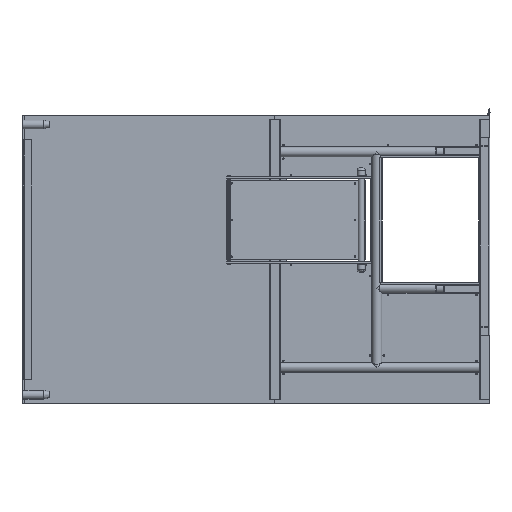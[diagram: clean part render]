
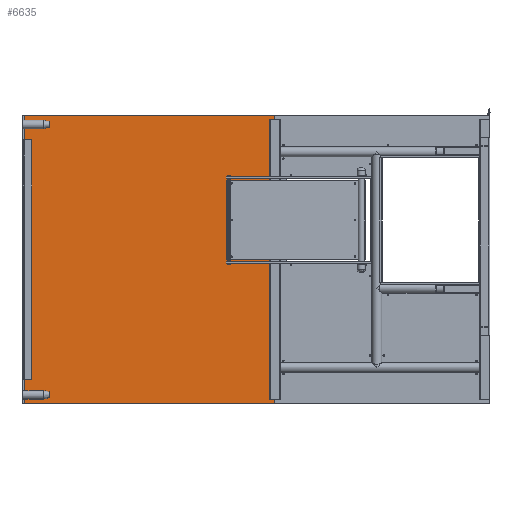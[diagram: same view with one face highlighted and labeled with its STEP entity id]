
A CAD part, left-side view. The second image highlights one B-rep face of the part: STEP entity #6635.
In plain terms, the highlighted face is planar.
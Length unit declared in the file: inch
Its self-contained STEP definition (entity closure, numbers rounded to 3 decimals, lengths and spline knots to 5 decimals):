
#1194=FACE_OUTER_BOUND('',#1752,.T.);
#1752=EDGE_LOOP('',(#5405,#5406,#5407,#5408));
#2289=LINE('',#11409,#2819);
#2294=LINE('',#11419,#2824);
#2296=LINE('',#11423,#2826);
#2297=LINE('',#11424,#2827);
#2819=VECTOR('',#9268,0.3937);
#2824=VECTOR('',#9277,39.37008);
#2826=VECTOR('',#9281,39.37008);
#2827=VECTOR('',#9282,39.37008);
#3391=VERTEX_POINT('',#11406);
#3392=VERTEX_POINT('',#11408);
#3395=VERTEX_POINT('',#11418);
#3396=VERTEX_POINT('',#11422);
#4104=EDGE_CURVE('',#3392,#3391,#2289,.T.);
#4109=EDGE_CURVE('',#3395,#3392,#2294,.T.);
#4111=EDGE_CURVE('',#3391,#3396,#2296,.T.);
#4112=EDGE_CURVE('',#3396,#3395,#2297,.T.);
#5405=ORIENTED_EDGE('',*,*,#4104,.T.);
#5406=ORIENTED_EDGE('',*,*,#4111,.T.);
#5407=ORIENTED_EDGE('',*,*,#4112,.T.);
#5408=ORIENTED_EDGE('',*,*,#4109,.T.);
#6223=PLANE('',#7816);
#6635=ADVANCED_FACE('',(#1194),#6223,.F.);
#7816=AXIS2_PLACEMENT_3D('',#11421,#9279,#9280);
#9268=DIRECTION('',(0.,0.,-1.));
#9277=DIRECTION('',(0.,-1.,0.));
#9279=DIRECTION('center_axis',(-1.,0.,0.));
#9280=DIRECTION('ref_axis',(0.,0.,1.));
#9281=DIRECTION('',(0.,1.,0.));
#9282=DIRECTION('',(0.,0.,1.));
#11406=CARTESIAN_POINT('',(0.25,36.,-48.));
#11408=CARTESIAN_POINT('',(0.25,36.,0.));
#11409=CARTESIAN_POINT('',(0.25,36.,0.));
#11418=CARTESIAN_POINT('',(0.25,77.75,0.));
#11419=CARTESIAN_POINT('',(0.25,0.,0.));
#11421=CARTESIAN_POINT('Origin',(0.25,0.,0.));
#11422=CARTESIAN_POINT('',(0.25,77.75,-48.));
#11423=CARTESIAN_POINT('',(0.25,0.,-48.));
#11424=CARTESIAN_POINT('',(0.25,77.75,0.));
